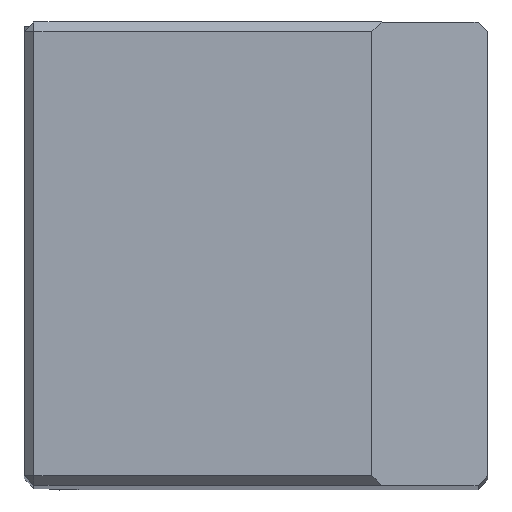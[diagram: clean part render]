
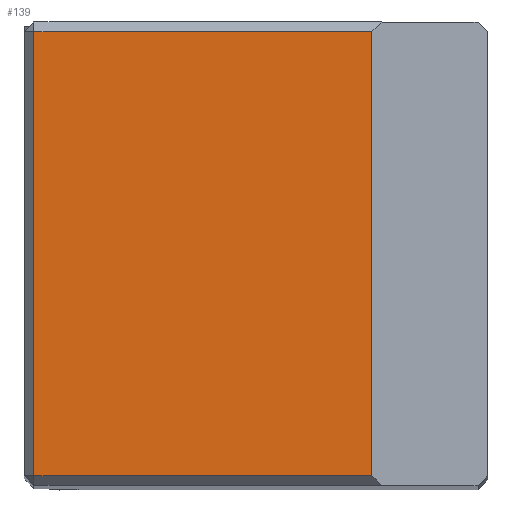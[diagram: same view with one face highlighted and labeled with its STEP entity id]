
A CAD part, top view. The second image highlights one B-rep face of the part: STEP entity #139.
In plain terms, the highlighted planar face has unit normal (0, 0, 1).
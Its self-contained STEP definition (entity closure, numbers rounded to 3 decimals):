
#139=ADVANCED_FACE('',(#213),#182,.T.);
#182=PLANE('',#934);
#213=FACE_OUTER_BOUND('',#250,.T.);
#250=EDGE_LOOP('',(#378,#379,#380,#381));
#378=ORIENTED_EDGE('',*,*,#635,.F.);
#379=ORIENTED_EDGE('',*,*,#636,.T.);
#380=ORIENTED_EDGE('',*,*,#637,.T.);
#381=ORIENTED_EDGE('',*,*,#638,.T.);
#555=VERTEX_POINT('',#1362);
#556=VERTEX_POINT('',#1363);
#557=VERTEX_POINT('',#1365);
#558=VERTEX_POINT('',#1367);
#635=EDGE_CURVE('',#555,#556,#731,.T.);
#636=EDGE_CURVE('',#555,#557,#732,.T.);
#637=EDGE_CURVE('',#557,#558,#733,.T.);
#638=EDGE_CURVE('',#558,#556,#734,.T.);
#731=LINE('',#1361,#810);
#732=LINE('',#1364,#811);
#733=LINE('',#1366,#812);
#734=LINE('',#1368,#813);
#810=VECTOR('',#1081,1.);
#811=VECTOR('',#1082,1.);
#812=VECTOR('',#1083,1.);
#813=VECTOR('',#1084,1.);
#934=AXIS2_PLACEMENT_3D('',#1369,#1085,#1086);
#1081=DIRECTION('',(0.,-1.,0.));
#1082=DIRECTION('',(-1.,0.,0.));
#1083=DIRECTION('',(0.,-1.,0.));
#1084=DIRECTION('',(1.,0.,0.));
#1085=DIRECTION('',(0.,0.,1.));
#1086=DIRECTION('',(0.,-1.,0.));
#1361=CARTESIAN_POINT('',(9.005,0.,0.));
#1362=CARTESIAN_POINT('',(9.005,11.75,0.));
#1363=CARTESIAN_POINT('',(9.005,0.25,0.));
#1364=CARTESIAN_POINT('',(6.005,11.75,0.));
#1365=CARTESIAN_POINT('',(0.255,11.75,0.));
#1366=CARTESIAN_POINT('',(0.255,0.,0.));
#1367=CARTESIAN_POINT('',(0.255,0.25,0.));
#1368=CARTESIAN_POINT('',(6.005,0.25,0.));
#1369=CARTESIAN_POINT('',(6.005,0.,0.));
